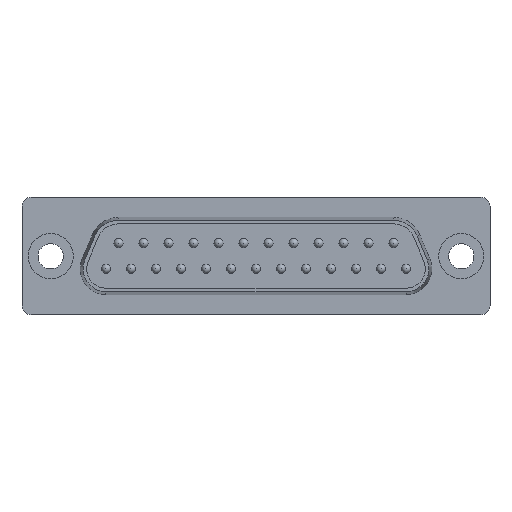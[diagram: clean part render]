
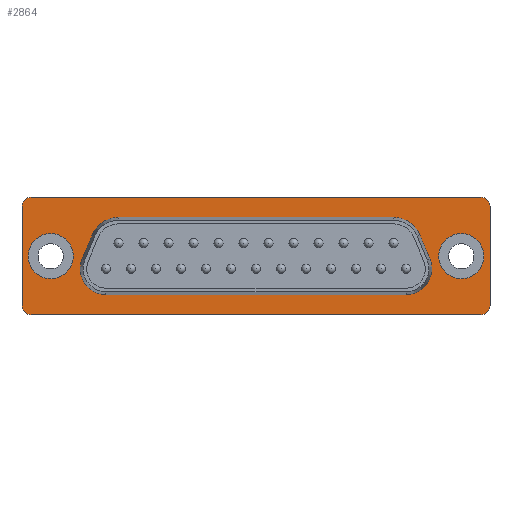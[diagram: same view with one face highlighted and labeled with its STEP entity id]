
A CAD part, front view. The second image highlights one B-rep face of the part: STEP entity #2864.
In plain terms, the highlighted planar face has unit normal (0, -1, 0).
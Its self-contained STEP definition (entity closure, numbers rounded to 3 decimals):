
#43=FACE_BOUND('',#616,.T.);
#44=FACE_BOUND('',#617,.T.);
#45=FACE_BOUND('',#618,.T.);
#101=PLANE('',#3221);
#434=FACE_OUTER_BOUND('',#615,.T.);
#615=EDGE_LOOP('',(#2314,#2315,#2316,#2317,#2318,#2319,#2320,#2321));
#616=EDGE_LOOP('',(#2322,#2323,#2324,#2325,#2326,#2327,#2328,#2329));
#617=EDGE_LOOP('',(#2330));
#618=EDGE_LOOP('',(#2331));
#854=LINE('',#4849,#1013);
#855=LINE('',#4853,#1014);
#856=LINE('',#4857,#1015);
#857=LINE('',#4860,#1016);
#858=LINE('',#4865,#1017);
#859=LINE('',#4869,#1018);
#860=LINE('',#4873,#1019);
#861=LINE('',#4876,#1020);
#1013=VECTOR('',#3961,1000.);
#1014=VECTOR('',#3964,1000.);
#1015=VECTOR('',#3967,1000.);
#1016=VECTOR('',#3970,1000.);
#1017=VECTOR('',#3973,1000.);
#1018=VECTOR('',#3976,1000.);
#1019=VECTOR('',#3979,1000.);
#1020=VECTOR('',#3982,1000.);
#1087=CIRCLE('',#2978,2.5);
#1091=CIRCLE('',#2984,2.5);
#1251=CIRCLE('',#3222,1.);
#1252=CIRCLE('',#3223,1.);
#1253=CIRCLE('',#3224,1.);
#1254=CIRCLE('',#3225,1.);
#1255=CIRCLE('',#3226,2.85);
#1256=CIRCLE('',#3227,3.15);
#1257=CIRCLE('',#3228,3.15);
#1258=CIRCLE('',#3229,2.85);
#1310=VERTEX_POINT('',#4343);
#1314=VERTEX_POINT('',#4355);
#1482=VERTEX_POINT('',#4845);
#1483=VERTEX_POINT('',#4846);
#1484=VERTEX_POINT('',#4848);
#1485=VERTEX_POINT('',#4850);
#1486=VERTEX_POINT('',#4852);
#1487=VERTEX_POINT('',#4854);
#1488=VERTEX_POINT('',#4856);
#1489=VERTEX_POINT('',#4858);
#1490=VERTEX_POINT('',#4861);
#1491=VERTEX_POINT('',#4862);
#1492=VERTEX_POINT('',#4864);
#1493=VERTEX_POINT('',#4866);
#1494=VERTEX_POINT('',#4868);
#1495=VERTEX_POINT('',#4870);
#1496=VERTEX_POINT('',#4872);
#1497=VERTEX_POINT('',#4874);
#1574=EDGE_CURVE('',#1310,#1310,#1087,.T.);
#1580=EDGE_CURVE('',#1314,#1314,#1091,.T.);
#1824=EDGE_CURVE('',#1482,#1483,#1251,.T.);
#1825=EDGE_CURVE('',#1483,#1484,#854,.T.);
#1826=EDGE_CURVE('',#1484,#1485,#1252,.T.);
#1827=EDGE_CURVE('',#1485,#1486,#855,.T.);
#1828=EDGE_CURVE('',#1486,#1487,#1253,.T.);
#1829=EDGE_CURVE('',#1487,#1488,#856,.T.);
#1830=EDGE_CURVE('',#1488,#1489,#1254,.T.);
#1831=EDGE_CURVE('',#1489,#1482,#857,.T.);
#1832=EDGE_CURVE('',#1490,#1491,#1255,.T.);
#1833=EDGE_CURVE('',#1491,#1492,#858,.T.);
#1834=EDGE_CURVE('',#1492,#1493,#1256,.T.);
#1835=EDGE_CURVE('',#1493,#1494,#859,.T.);
#1836=EDGE_CURVE('',#1494,#1495,#1257,.T.);
#1837=EDGE_CURVE('',#1495,#1496,#860,.T.);
#1838=EDGE_CURVE('',#1496,#1497,#1258,.T.);
#1839=EDGE_CURVE('',#1497,#1490,#861,.T.);
#2314=ORIENTED_EDGE('',*,*,#1824,.T.);
#2315=ORIENTED_EDGE('',*,*,#1825,.T.);
#2316=ORIENTED_EDGE('',*,*,#1826,.T.);
#2317=ORIENTED_EDGE('',*,*,#1827,.T.);
#2318=ORIENTED_EDGE('',*,*,#1828,.T.);
#2319=ORIENTED_EDGE('',*,*,#1829,.T.);
#2320=ORIENTED_EDGE('',*,*,#1830,.T.);
#2321=ORIENTED_EDGE('',*,*,#1831,.T.);
#2322=ORIENTED_EDGE('',*,*,#1832,.T.);
#2323=ORIENTED_EDGE('',*,*,#1833,.T.);
#2324=ORIENTED_EDGE('',*,*,#1834,.T.);
#2325=ORIENTED_EDGE('',*,*,#1835,.T.);
#2326=ORIENTED_EDGE('',*,*,#1836,.T.);
#2327=ORIENTED_EDGE('',*,*,#1837,.T.);
#2328=ORIENTED_EDGE('',*,*,#1838,.T.);
#2329=ORIENTED_EDGE('',*,*,#1839,.T.);
#2330=ORIENTED_EDGE('',*,*,#1580,.T.);
#2331=ORIENTED_EDGE('',*,*,#1574,.F.);
#2864=ADVANCED_FACE('',(#434,#43,#44,#45),#101,.F.);
#2978=AXIS2_PLACEMENT_3D('',#4344,#3385,#3386);
#2984=AXIS2_PLACEMENT_3D('',#4356,#3399,#3400);
#3221=AXIS2_PLACEMENT_3D('',#4844,#3957,#3958);
#3222=AXIS2_PLACEMENT_3D('',#4847,#3959,#3960);
#3223=AXIS2_PLACEMENT_3D('',#4851,#3962,#3963);
#3224=AXIS2_PLACEMENT_3D('',#4855,#3965,#3966);
#3225=AXIS2_PLACEMENT_3D('',#4859,#3968,#3969);
#3226=AXIS2_PLACEMENT_3D('',#4863,#3971,#3972);
#3227=AXIS2_PLACEMENT_3D('',#4867,#3974,#3975);
#3228=AXIS2_PLACEMENT_3D('',#4871,#3977,#3978);
#3229=AXIS2_PLACEMENT_3D('',#4875,#3980,#3981);
#3385=DIRECTION('center_axis',(0.,-1.,0.));
#3386=DIRECTION('ref_axis',(0.,0.,1.));
#3399=DIRECTION('center_axis',(0.,1.,0.));
#3400=DIRECTION('ref_axis',(0.,0.,1.));
#3957=DIRECTION('center_axis',(0.,1.,0.));
#3958=DIRECTION('ref_axis',(0.,0.,-1.));
#3959=DIRECTION('center_axis',(0.,-1.,0.));
#3960=DIRECTION('ref_axis',(0.,0.,-1.));
#3961=DIRECTION('',(-1.,0.,0.));
#3962=DIRECTION('center_axis',(0.,-1.,0.));
#3963=DIRECTION('ref_axis',(0.,0.,1.));
#3964=DIRECTION('',(0.,0.,-1.));
#3965=DIRECTION('center_axis',(0.,-1.,0.));
#3966=DIRECTION('ref_axis',(0.,0.,-1.));
#3967=DIRECTION('',(1.,0.,0.));
#3968=DIRECTION('center_axis',(0.,-1.,0.));
#3969=DIRECTION('ref_axis',(0.,0.,-1.));
#3970=DIRECTION('',(0.,0.,1.));
#3971=DIRECTION('center_axis',(0.,1.,0.));
#3972=DIRECTION('ref_axis',(0.,0.,-1.));
#3973=DIRECTION('',(0.385,0.,0.923));
#3974=DIRECTION('center_axis',(0.,1.,0.));
#3975=DIRECTION('ref_axis',(0.,0.,-1.));
#3976=DIRECTION('',(1.,0.,0.));
#3977=DIRECTION('center_axis',(0.,1.,0.));
#3978=DIRECTION('ref_axis',(0.,0.,-1.));
#3979=DIRECTION('',(0.385,0.,-0.923));
#3980=DIRECTION('center_axis',(0.,1.,0.));
#3981=DIRECTION('ref_axis',(0.,0.,-1.));
#3982=DIRECTION('',(-1.,0.,0.));
#4343=CARTESIAN_POINT('',(-6.125,-6.31,-1.1));
#4344=CARTESIAN_POINT('Origin',(-6.125,-6.31,1.4));
#4355=CARTESIAN_POINT('',(39.365,-6.31,-1.1));
#4356=CARTESIAN_POINT('Origin',(39.365,-6.31,1.4));
#4844=CARTESIAN_POINT('Origin',(41.545,-6.31,6.92));
#4845=CARTESIAN_POINT('',(42.545,-6.31,6.92));
#4846=CARTESIAN_POINT('',(41.545,-6.31,7.92));
#4847=CARTESIAN_POINT('Origin',(41.545,-6.31,6.92));
#4848=CARTESIAN_POINT('',(-8.305,-6.31,7.92));
#4849=CARTESIAN_POINT('',(41.545,-6.31,7.92));
#4850=CARTESIAN_POINT('',(-9.305,-6.31,6.92));
#4851=CARTESIAN_POINT('Origin',(-8.305,-6.31,6.92));
#4852=CARTESIAN_POINT('',(-9.305,-6.31,-4.08));
#4853=CARTESIAN_POINT('',(-9.305,-6.31,6.92));
#4854=CARTESIAN_POINT('',(-8.305,-6.31,-5.08));
#4855=CARTESIAN_POINT('Origin',(-8.305,-6.31,-4.08));
#4856=CARTESIAN_POINT('',(41.545,-6.31,-5.08));
#4857=CARTESIAN_POINT('',(41.545,-6.31,-5.08));
#4858=CARTESIAN_POINT('',(42.545,-6.31,-4.08));
#4859=CARTESIAN_POINT('Origin',(41.545,-6.31,-4.08));
#4860=CARTESIAN_POINT('',(42.545,-6.31,6.92));
#4861=CARTESIAN_POINT('',(0.,-6.31,-2.85));
#4862=CARTESIAN_POINT('',(-2.63,-6.31,1.097));
#4863=CARTESIAN_POINT('Origin',(0.,-6.31,0.));
#4864=CARTESIAN_POINT('',(-1.522,-6.31,3.753));
#4865=CARTESIAN_POINT('',(-1.522,-6.31,3.753));
#4866=CARTESIAN_POINT('',(1.385,-6.31,5.69));
#4867=CARTESIAN_POINT('Origin',(1.385,-6.31,2.54));
#4868=CARTESIAN_POINT('',(31.855,-6.31,5.69));
#4869=CARTESIAN_POINT('',(1.385,-6.31,5.69));
#4870=CARTESIAN_POINT('',(34.762,-6.31,3.753));
#4871=CARTESIAN_POINT('Origin',(31.855,-6.31,2.54));
#4872=CARTESIAN_POINT('',(35.87,-6.31,1.097));
#4873=CARTESIAN_POINT('',(34.762,-6.31,3.753));
#4874=CARTESIAN_POINT('',(33.24,-6.31,-2.85));
#4875=CARTESIAN_POINT('Origin',(33.24,-6.31,0.));
#4876=CARTESIAN_POINT('',(0.,-6.31,-2.85));
